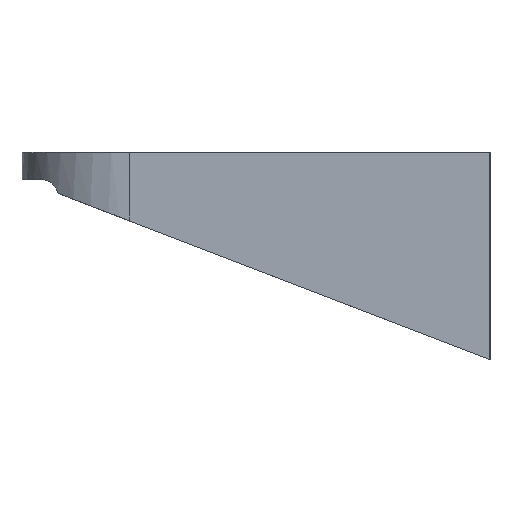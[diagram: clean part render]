
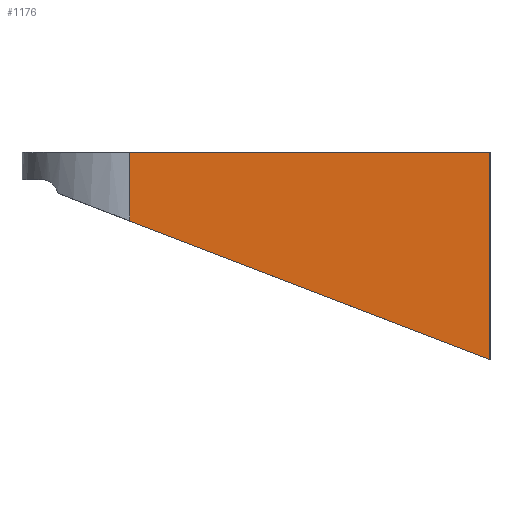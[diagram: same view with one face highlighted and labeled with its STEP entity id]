
A CAD part, left-side view. The second image highlights one B-rep face of the part: STEP entity #1176.
In plain terms, the highlighted planar face has unit normal (-1, 0, 0).
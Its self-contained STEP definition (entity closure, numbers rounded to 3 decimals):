
#219=FACE_OUTER_BOUND('',#328,.T.);
#328=EDGE_LOOP('',(#1091,#1092,#1093,#1094));
#366=LINE('',#1822,#459);
#380=LINE('',#1897,#473);
#382=LINE('',#1901,#475);
#422=LINE('',#1989,#515);
#459=VECTOR('',#1450,10.);
#473=VECTOR('',#1516,10.);
#475=VECTOR('',#1520,10.);
#515=VECTOR('',#1648,10.);
#580=VERTEX_POINT('',#1819);
#581=VERTEX_POINT('',#1821);
#616=VERTEX_POINT('',#1895);
#617=VERTEX_POINT('',#1899);
#696=EDGE_CURVE('',#580,#581,#366,.T.);
#734=EDGE_CURVE('',#616,#580,#380,.T.);
#736=EDGE_CURVE('',#616,#617,#382,.T.);
#780=EDGE_CURVE('',#617,#581,#422,.T.);
#1091=ORIENTED_EDGE('',*,*,#734,.F.);
#1092=ORIENTED_EDGE('',*,*,#736,.T.);
#1093=ORIENTED_EDGE('',*,*,#780,.T.);
#1094=ORIENTED_EDGE('',*,*,#696,.F.);
#1121=PLANE('',#1318);
#1176=ADVANCED_FACE('',(#219),#1121,.T.);
#1318=AXIS2_PLACEMENT_3D('',#1990,#1649,#1650);
#1450=DIRECTION('',(0.,-1.,0.));
#1516=DIRECTION('',(0.,0.,1.));
#1520=DIRECTION('',(0.,-0.933,-0.359));
#1648=DIRECTION('',(0.,0.,1.));
#1649=DIRECTION('center_axis',(-1.,0.,0.));
#1650=DIRECTION('ref_axis',(0.,-1.,0.));
#1819=CARTESIAN_POINT('',(-37.5,14.,3.));
#1821=CARTESIAN_POINT('',(-37.5,-26.,3.));
#1822=CARTESIAN_POINT('',(-37.5,26.,3.));
#1895=CARTESIAN_POINT('',(-37.5,14.,-4.615));
#1897=CARTESIAN_POINT('',(-37.5,14.,0.));
#1899=CARTESIAN_POINT('',(-37.5,-26.,-20.));
#1901=CARTESIAN_POINT('',(-37.5,26.,0.));
#1989=CARTESIAN_POINT('',(-37.5,-26.,-20.));
#1990=CARTESIAN_POINT('Origin',(-37.5,26.,0.));
